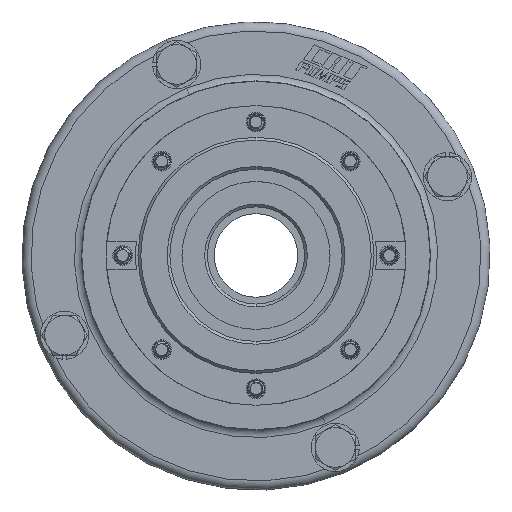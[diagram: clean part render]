
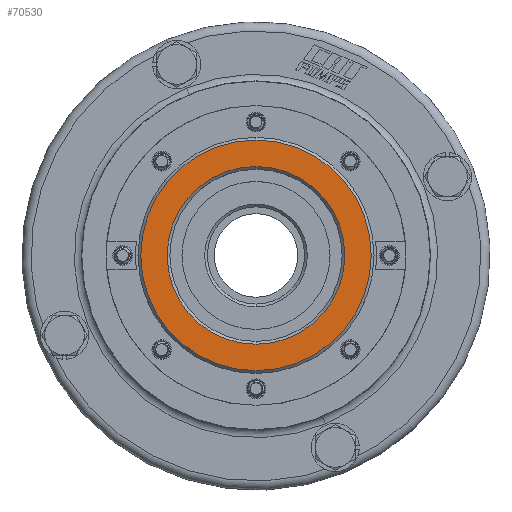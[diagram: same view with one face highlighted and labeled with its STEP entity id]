
A CAD part, top view. The second image highlights one B-rep face of the part: STEP entity #70530.
In plain terms, the highlighted planar face has unit normal (0, 0, 1).
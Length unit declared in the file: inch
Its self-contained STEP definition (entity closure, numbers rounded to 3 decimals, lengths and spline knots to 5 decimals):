
#1477 = DIRECTION ( 'NONE',  ( 0., 0., -1. ) ) ;
#3019 = CARTESIAN_POINT ( 'NONE',  ( 0., 0., 5.52191 ) ) ;
#4242 = CARTESIAN_POINT ( 'NONE',  ( 0., 0., 5.52191 ) ) ;
#4675 = AXIS2_PLACEMENT_3D ( 'NONE', #42692, #10055, #48135 ) ;
#6909 = CARTESIAN_POINT ( 'NONE',  ( 0., -1.25984, 5.52191 ) ) ;
#8507 = PLANE ( 'NONE',  #13771 ) ;
#9136 = ORIENTED_EDGE ( 'NONE', *, *, #47503, .T. ) ;
#9720 = DIRECTION ( 'NONE',  ( 0., 1., 0. ) ) ;
#10055 = DIRECTION ( 'NONE',  ( 0., 0., 1. ) ) ;
#10189 = CARTESIAN_POINT ( 'NONE',  ( 0., 1.25984, 5.52191 ) ) ;
#13771 = AXIS2_PLACEMENT_3D ( 'NONE', #3019, #30175, #13994 ) ;
#13994 = DIRECTION ( 'NONE',  ( 0., 1., 0. ) ) ;
#14036 = CIRCLE ( 'NONE', #63312, 1.25984 ) ;
#16657 = FACE_OUTER_BOUND ( 'NONE', #41123, .T. ) ;
#19597 = AXIS2_PLACEMENT_3D ( 'NONE', #4242, #42359, #9720 ) ;
#20105 = VERTEX_POINT ( 'NONE', #29183 ) ;
#20676 = DIRECTION ( 'NONE',  ( 0., 0., -1. ) ) ;
#24408 = VERTEX_POINT ( 'NONE', #43764 ) ;
#26847 = CIRCLE ( 'NONE', #19597, 1.63386 ) ;
#28787 = ORIENTED_EDGE ( 'NONE', *, *, #62681, .T. ) ;
#29183 = CARTESIAN_POINT ( 'NONE',  ( 0., 1.63386, 5.52191 ) ) ;
#30175 = DIRECTION ( 'NONE',  ( 0., 0., -1. ) ) ;
#31422 = ORIENTED_EDGE ( 'NONE', *, *, #58770, .T. ) ;
#34102 = CARTESIAN_POINT ( 'NONE',  ( 0., 0., 5.52191 ) ) ;
#39598 = DIRECTION ( 'NONE',  ( 0., 1., 0. ) ) ;
#41123 = EDGE_LOOP ( 'NONE', ( #9136, #31422 ) ) ;
#42359 = DIRECTION ( 'NONE',  ( 0., 0., 1. ) ) ;
#42692 = CARTESIAN_POINT ( 'NONE',  ( 0., 0., 5.52191 ) ) ;
#43764 = CARTESIAN_POINT ( 'NONE',  ( 0., -1.63386, 5.52191 ) ) ;
#45382 = CIRCLE ( 'NONE', #54631, 1.25984 ) ;
#45716 = ORIENTED_EDGE ( 'NONE', *, *, #47510, .T. ) ;
#47319 = FACE_BOUND ( 'NONE', #54377, .T. ) ;
#47503 = EDGE_CURVE ( 'NONE', #20105, #24408, #26847, .T. ) ;
#47510 = EDGE_CURVE ( 'NONE', #50585, #61993, #14036, .T. ) ;
#48135 = DIRECTION ( 'NONE',  ( 0., 1., 0. ) ) ;
#49464 = CIRCLE ( 'NONE', #4675, 1.63386 ) ;
#50585 = VERTEX_POINT ( 'NONE', #6909 ) ;
#53287 = CARTESIAN_POINT ( 'NONE',  ( 0., 0., 5.52191 ) ) ;
#54377 = EDGE_LOOP ( 'NONE', ( #45716, #28787 ) ) ;
#54631 = AXIS2_PLACEMENT_3D ( 'NONE', #34102, #1477, #39598 ) ;
#58742 = DIRECTION ( 'NONE',  ( 0., 1., 0. ) ) ;
#58770 = EDGE_CURVE ( 'NONE', #24408, #20105, #49464, .T. ) ;
#61993 = VERTEX_POINT ( 'NONE', #10189 ) ;
#62681 = EDGE_CURVE ( 'NONE', #61993, #50585, #45382, .T. ) ;
#63312 = AXIS2_PLACEMENT_3D ( 'NONE', #53287, #20676, #58742 ) ;
#70530 = ADVANCED_FACE ( 'NONE', ( #16657, #47319 ), #8507, .F. ) ;
